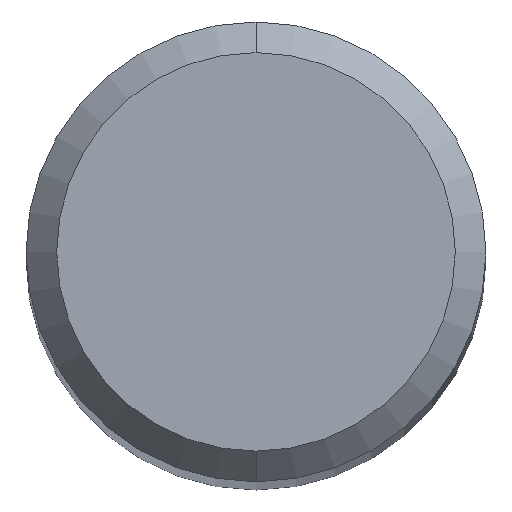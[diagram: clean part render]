
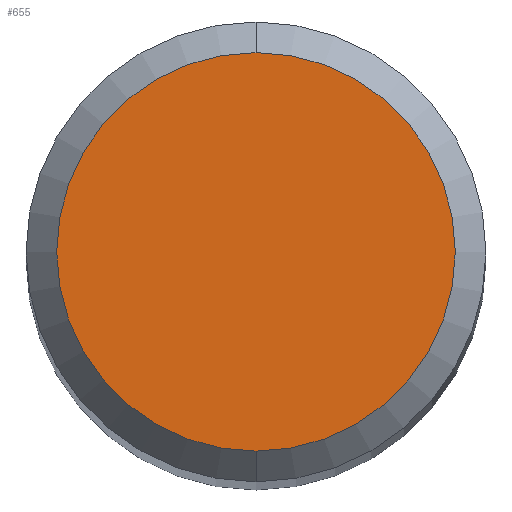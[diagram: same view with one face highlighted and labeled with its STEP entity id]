
A CAD part, top view. The second image highlights one B-rep face of the part: STEP entity #655.
In plain terms, the highlighted planar face has unit normal (0, 0, 1).
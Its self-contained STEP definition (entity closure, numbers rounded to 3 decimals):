
#549=VERTEX_POINT('',#1254);
#555=EDGE_CURVE('',#643,#549,#1261,.T.);
#643=VERTEX_POINT('',#1359);
#655=ADVANCED_FACE('',(#1372),#1373,.T.);
#663=EDGE_CURVE('',#549,#643,#1381,.T.);
#1254=CARTESIAN_POINT('',(0.0,2.6,0.0));
#1261=CIRCLE('',#3070,2.6);
#1359=CARTESIAN_POINT('',(0.,-2.6,0.0));
#1372=FACE_OUTER_BOUND('',#3755,.T.);
#1373=PLANE('',#3756);
#1381=CIRCLE('',#3766,2.6);
#3070=AXIS2_PLACEMENT_3D('',#6324,#6325,#6326);
#3755=EDGE_LOOP('',(#6459,#6460));
#3756=AXIS2_PLACEMENT_3D('',#6461,#6462,#6463);
#3766=AXIS2_PLACEMENT_3D('',#6467,#6468,#6469);
#6324=CARTESIAN_POINT('',(0.0,0.0,0.0));
#6325=DIRECTION('',(0.0,0.0,-1.0));
#6326=DIRECTION('',(0.0,1.0,0.0));
#6459=ORIENTED_EDGE('',*,*,#663,.F.);
#6460=ORIENTED_EDGE('',*,*,#555,.F.);
#6461=CARTESIAN_POINT('',(0.0,1.3,0.0));
#6462=DIRECTION('',(-0.0,0.0,1.0));
#6463=DIRECTION('',(0.0,-1.0,0.0));
#6467=CARTESIAN_POINT('',(0.0,0.0,0.0));
#6468=DIRECTION('',(0.0,0.0,-1.0));
#6469=DIRECTION('',(0.0,1.0,0.0));
